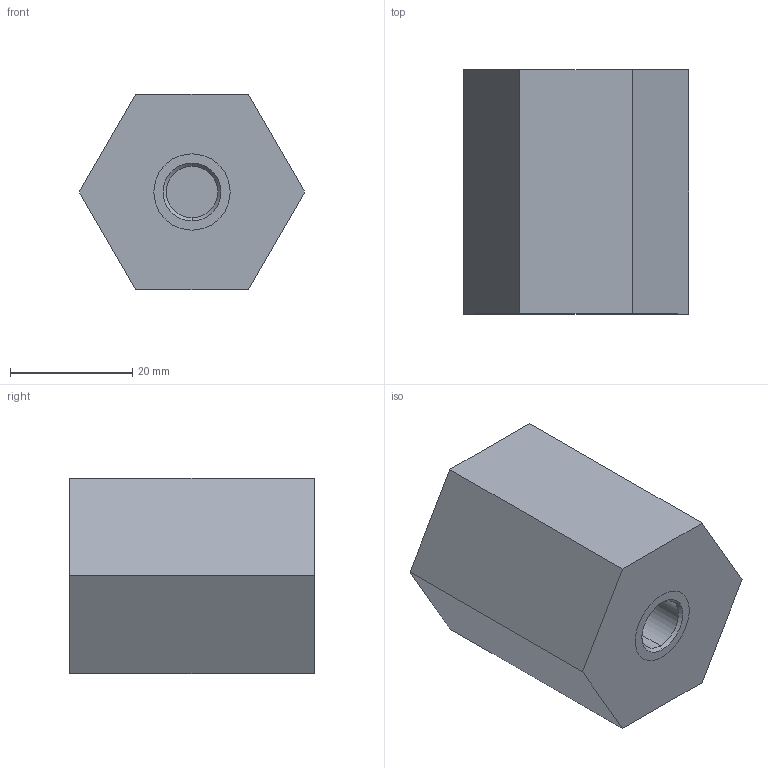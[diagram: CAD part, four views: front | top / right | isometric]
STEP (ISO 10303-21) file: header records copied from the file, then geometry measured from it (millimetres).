
FILE_DESCRIPTION (( 'STEP AP214' ), '1' );
FILE_NAME ('ﾏﾈﾎ-ﾑﾒ-40-32-ﾌ10.STEP', '2024-04-25T08:48:16', ( '' ), ( '' ), 'SwSTEP 2.0', 'SolidWorks 2014', '' );
FILE_SCHEMA (( 'AUTOMOTIVE_DESIGN' ));
Length unit declared in the file: millimetre
Products named in the file (3): Êîìïàóíä^âåèó.686110.002 èçîëÿòîð ïèî-ñò-40-32_-00; ÑÒ000048487 Çàêëåïêà ñ âíóòð. ðåçüáîé Ì10 ñòàëüíàÿ ñ öèëèíäðè÷åñêèì áîðòèêîì; ﾏﾈﾎ-ﾑﾒ-40-32-ﾌ10
Assembly tree (3 placements, depth 2):
  ﾏﾈﾎ-ﾑﾒ-40-32-ﾌ10
    ÑÒ000048487 Çàêëåïêà ñ âíóòð. ðåçüáîé Ì10 ñòàëüíàÿ ñ öèëèíäðè÷åñêèì áîðòèêîì  x2
    Êîìïàóíä^âåèó.686110.002 èçîëÿòîð ïèî-ñò-40-32_-00
Bounding box: 36.95 x 40 x 32 mm (x, y, z)
Volume: 34103.6 mm3; surface area: 11765.5 mm2
Topology: 3 solids, 3 shells, 120 faces, 242 edges, 156 vertices
Faces by surface type: plane 72, cone 20, torus 16, cylinder 12
Entity records: 3148 total; most frequent: CARTESIAN_POINT 1068, DIRECTION 444, ORIENTED_EDGE 364, AXIS2_PLACEMENT_3D 190, EDGE_CURVE 182, VERTEX_POINT 118, EDGE_LOOP 114, CIRCLE 94
